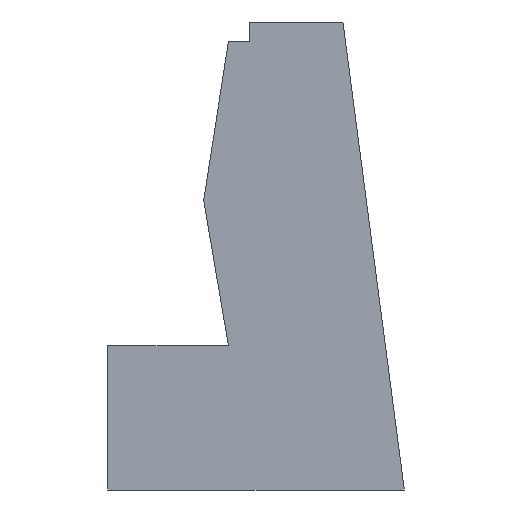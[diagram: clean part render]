
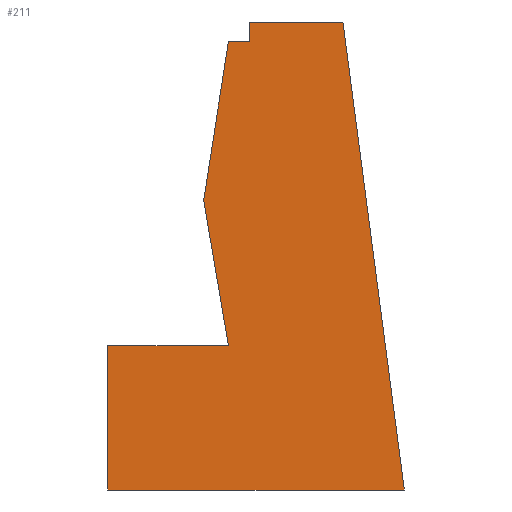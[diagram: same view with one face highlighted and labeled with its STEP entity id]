
A CAD part, left-side view. The second image highlights one B-rep face of the part: STEP entity #211.
In plain terms, the highlighted planar face has unit normal (-1, 0, 0).
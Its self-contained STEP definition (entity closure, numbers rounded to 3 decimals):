
#25=FACE_OUTER_BOUND('',#36,.T.);
#36=EDGE_LOOP('',(#181,#182,#183,#184,#185,#186,#187,#188,#189));
#37=LINE('',#292,#64);
#41=LINE('',#300,#68);
#44=LINE('',#306,#71);
#47=LINE('',#312,#74);
#50=LINE('',#318,#77);
#53=LINE('',#324,#80);
#56=LINE('',#330,#83);
#59=LINE('',#336,#86);
#62=LINE('',#341,#89);
#64=VECTOR('',#241,10.);
#68=VECTOR('',#247,10.);
#71=VECTOR('',#252,10.);
#74=VECTOR('',#257,10.);
#77=VECTOR('',#262,10.);
#80=VECTOR('',#267,10.);
#83=VECTOR('',#272,10.);
#86=VECTOR('',#277,10.);
#89=VECTOR('',#282,10.);
#91=VERTEX_POINT('',#290);
#92=VERTEX_POINT('',#291);
#95=VERTEX_POINT('',#299);
#97=VERTEX_POINT('',#305);
#99=VERTEX_POINT('',#311);
#101=VERTEX_POINT('',#317);
#103=VERTEX_POINT('',#323);
#105=VERTEX_POINT('',#329);
#107=VERTEX_POINT('',#335);
#109=EDGE_CURVE('',#91,#92,#37,.T.);
#113=EDGE_CURVE('',#95,#92,#41,.T.);
#116=EDGE_CURVE('',#97,#95,#44,.T.);
#119=EDGE_CURVE('',#99,#97,#47,.T.);
#122=EDGE_CURVE('',#101,#99,#50,.T.);
#125=EDGE_CURVE('',#103,#101,#53,.T.);
#128=EDGE_CURVE('',#103,#105,#56,.T.);
#131=EDGE_CURVE('',#105,#107,#59,.T.);
#134=EDGE_CURVE('',#91,#107,#62,.T.);
#181=ORIENTED_EDGE('',*,*,#134,.F.);
#182=ORIENTED_EDGE('',*,*,#109,.T.);
#183=ORIENTED_EDGE('',*,*,#113,.F.);
#184=ORIENTED_EDGE('',*,*,#116,.F.);
#185=ORIENTED_EDGE('',*,*,#119,.F.);
#186=ORIENTED_EDGE('',*,*,#122,.F.);
#187=ORIENTED_EDGE('',*,*,#125,.F.);
#188=ORIENTED_EDGE('',*,*,#128,.T.);
#189=ORIENTED_EDGE('',*,*,#131,.T.);
#200=PLANE('',#236);
#211=ADVANCED_FACE('',(#25),#200,.F.);
#236=AXIS2_PLACEMENT_3D('',#344,#286,#287);
#241=DIRECTION('',(0.,0.,-1.));
#247=DIRECTION('',(0.,-1.,0.));
#252=DIRECTION('',(0.,-0.154,0.988));
#257=DIRECTION('',(0.,0.168,0.986));
#262=DIRECTION('',(0.,-1.,0.));
#267=DIRECTION('',(0.,0.,1.));
#272=DIRECTION('',(0.,-1.,0.));
#277=DIRECTION('',(0.,0.13,0.992));
#282=DIRECTION('',(0.,-1.,0.));
#286=DIRECTION('center_axis',(1.,0.,0.));
#287=DIRECTION('ref_axis',(0.,1.,0.));
#290=CARTESIAN_POINT('',(-77.788,366.801,15.799));
#291=CARTESIAN_POINT('',(-77.788,366.801,-4.201));
#292=CARTESIAN_POINT('',(-77.788,366.801,15.799));
#299=CARTESIAN_POINT('',(-77.788,388.436,-4.201));
#300=CARTESIAN_POINT('',(-77.788,388.436,-4.201));
#305=CARTESIAN_POINT('',(-77.788,413.436,-164.201));
#306=CARTESIAN_POINT('',(-77.788,413.436,-164.201));
#311=CARTESIAN_POINT('',(-77.788,388.436,-311.01));
#312=CARTESIAN_POINT('',(-77.788,388.436,-311.01));
#317=CARTESIAN_POINT('',(-77.788,510.318,-311.01));
#318=CARTESIAN_POINT('',(-77.788,510.318,-311.01));
#323=CARTESIAN_POINT('',(-77.788,510.318,-456.701));
#324=CARTESIAN_POINT('',(-77.788,510.318,-461.01));
#329=CARTESIAN_POINT('',(-77.788,210.883,-456.701));
#330=CARTESIAN_POINT('',(-77.788,683.797,-456.701));
#335=CARTESIAN_POINT('',(-77.788,272.8,15.799));
#336=CARTESIAN_POINT('',(-77.788,270.18,-4.201));
#341=CARTESIAN_POINT('',(-77.788,366.801,15.799));
#344=CARTESIAN_POINT('Origin',(-77.788,318.491,5.799));
